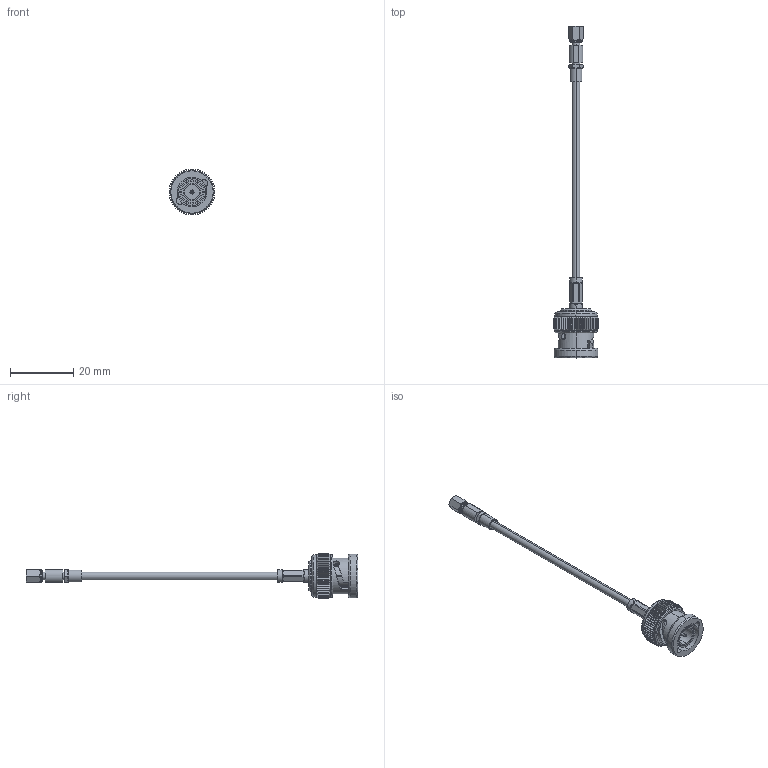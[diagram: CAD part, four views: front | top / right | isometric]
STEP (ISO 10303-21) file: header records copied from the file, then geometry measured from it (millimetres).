
FILE_DESCRIPTION (( 'STEP AP214' ), '1' );
FILE_NAME ('PE3C4413.step', '2020-04-20T18:11:24', ( '' ), ( '' ), 'SwSTEP 2.0', 'SolidWorks 2018', '' );
FILE_SCHEMA (( 'AUTOMOTIVE_DESIGN' ));
Length unit declared in the file: millimetre
Products named in the file (4): PE3C4413; PE45368___; PE45045; RG316-PROD_SP17516 3" LONG
Assembly tree (3 placements, depth 2):
  PE3C4413
    RG316-PROD_SP17516 3" LONG
    PE45368___
    PE45045
Bounding box: 14.46 x 105.13 x 14.46 mm (x, y, z)
Volume: 2108.8 mm3; surface area: 3182.1 mm2
Topology: 4 solids, 5 shells, 566 faces, 1300 edges, 766 vertices
Faces by surface type: plane 220, cone 165, cylinder 164, bspline 15, torus 2
Entity records: 18352 total; most frequent: CARTESIAN_POINT 5683, ORIENTED_EDGE 2600, DIRECTION 2502, EDGE_CURVE 1300, AXIS2_PLACEMENT_3D 1019, VERTEX_POINT 766, EDGE_LOOP 594, FACE_OUTER_BOUND 566
